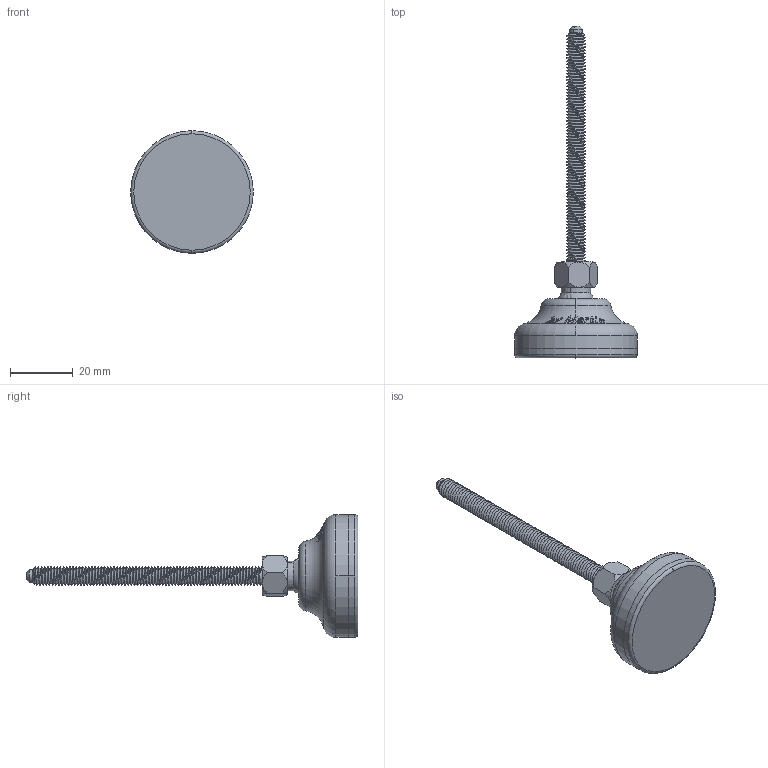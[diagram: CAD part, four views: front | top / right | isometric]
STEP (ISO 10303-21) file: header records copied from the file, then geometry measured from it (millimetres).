
FILE_DESCRIPTION(('STEP AP242'),'1');
FILE_NAME('10225_6.stp','2025-03-13T14:31:12',('TraceParts'),('TraceParts S.A.'),'Spatial InterOp 3D',' ',' ');
FILE_SCHEMA(('AP242_MANAGED_MODEL_BASED_3D_ENGINEERING_MIM_LF {1 0 10303 442 1 1 4}'));
Length unit declared in the file: millimetre
Products named in the file (1): 10225_6_1
Bounding box: 39 x 105.47 x 39 mm (x, y, z)
Volume: 17910.3 mm3; surface area: 11279.5 mm2
Topology: 3 solids, 3 shells, 246 faces, 680 edges, 449 vertices
Faces by surface type: plane 105, cylinder 74, torus 36, cone 17, sphere 12, bspline 2
Entity records: 15453 total; most frequent: CARTESIAN_POINT 9610, ORIENTED_EDGE 1344, DIRECTION 1004, EDGE_CURVE 672, VERTEX_POINT 449, AXIS2_PLACEMENT_3D 404, B_SPLINE_CURVE_WITH_KNOTS 271, EDGE_LOOP 263
